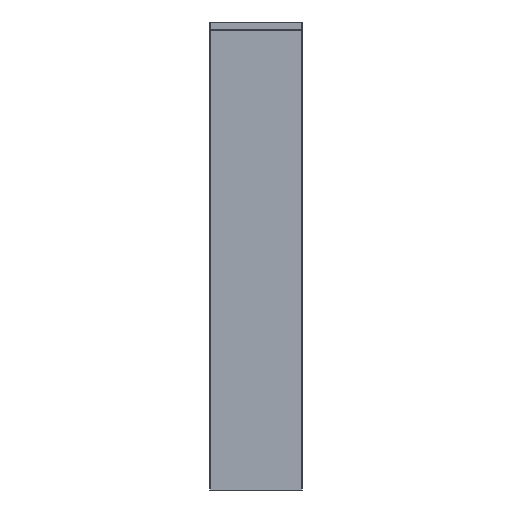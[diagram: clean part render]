
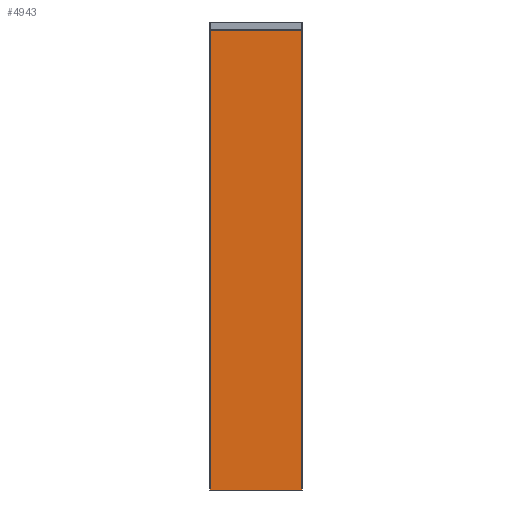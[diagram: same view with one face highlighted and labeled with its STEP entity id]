
A CAD part, front view. The second image highlights one B-rep face of the part: STEP entity #4943.
In plain terms, the highlighted planar face has unit normal (0, -1, 0).
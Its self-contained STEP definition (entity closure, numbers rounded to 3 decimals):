
#240 = ORIENTED_EDGE ( 'NONE', *, *, #3871, .T. ) ;
#696 = CARTESIAN_POINT ( 'NONE',  ( -297.5, 0., 3050. ) ) ;
#772 = CARTESIAN_POINT ( 'NONE',  ( 298.5, 0., 2994.341 ) ) ;
#784 = AXIS2_PLACEMENT_3D ( 'NONE', #3580, #2972, #1589 ) ;
#878 = VERTEX_POINT ( 'NONE', #2071 ) ;
#1155 = CARTESIAN_POINT ( 'NONE',  ( -297.5, 0., 0. ) ) ;
#1382 = ORIENTED_EDGE ( 'NONE', *, *, #5449, .F. ) ;
#1453 = DIRECTION ( 'NONE',  ( 0., 0., -1. ) ) ;
#1589 = DIRECTION ( 'NONE',  ( -1., 0., 0. ) ) ;
#1613 = LINE ( 'NONE', #696, #7172 ) ;
#1678 = EDGE_CURVE ( 'NONE', #2518, #4322, #2740, .T. ) ;
#1763 = PLANE ( 'NONE',  #784 ) ;
#2071 = CARTESIAN_POINT ( 'NONE',  ( 297.5, 0., 0. ) ) ;
#2076 = VECTOR ( 'NONE', #3733, 1000. ) ;
#2409 = VECTOR ( 'NONE', #7913, 1000. ) ;
#2518 = VERTEX_POINT ( 'NONE', #3972 ) ;
#2672 = ORIENTED_EDGE ( 'NONE', *, *, #5206, .T. ) ;
#2730 = VERTEX_POINT ( 'NONE', #1155 ) ;
#2740 = LINE ( 'NONE', #772, #2409 ) ;
#2972 = DIRECTION ( 'NONE',  ( 0., 1., 0. ) ) ;
#3043 = LINE ( 'NONE', #5015, #2076 ) ;
#3580 = CARTESIAN_POINT ( 'NONE',  ( 0., 0., 3050. ) ) ;
#3733 = DIRECTION ( 'NONE',  ( 0., 0., -1. ) ) ;
#3871 = EDGE_CURVE ( 'NONE', #2730, #878, #5836, .T. ) ;
#3972 = CARTESIAN_POINT ( 'NONE',  ( 297.5, 0., 2994.341 ) ) ;
#4105 = ORIENTED_EDGE ( 'NONE', *, *, #1678, .T. ) ;
#4322 = VERTEX_POINT ( 'NONE', #5216 ) ;
#4351 = FACE_OUTER_BOUND ( 'NONE', #8021, .T. ) ;
#4943 = ADVANCED_FACE ( 'NONE', ( #4351 ), #1763, .F. ) ;
#5015 = CARTESIAN_POINT ( 'NONE',  ( 297.5, 0., 3050. ) ) ;
#5206 = EDGE_CURVE ( 'NONE', #4322, #2730, #1613, .T. ) ;
#5216 = CARTESIAN_POINT ( 'NONE',  ( -297.5, 0., 2994.341 ) ) ;
#5449 = EDGE_CURVE ( 'NONE', #2518, #878, #3043, .T. ) ;
#5836 = LINE ( 'NONE', #6557, #7366 ) ;
#6557 = CARTESIAN_POINT ( 'NONE',  ( 0., 0., 0. ) ) ;
#7172 = VECTOR ( 'NONE', #1453, 1000. ) ;
#7366 = VECTOR ( 'NONE', #7786, 1000. ) ;
#7786 = DIRECTION ( 'NONE',  ( 1., 0., 0. ) ) ;
#7913 = DIRECTION ( 'NONE',  ( -1., 0., 0. ) ) ;
#8021 = EDGE_LOOP ( 'NONE', ( #1382, #4105, #2672, #240 ) ) ;
